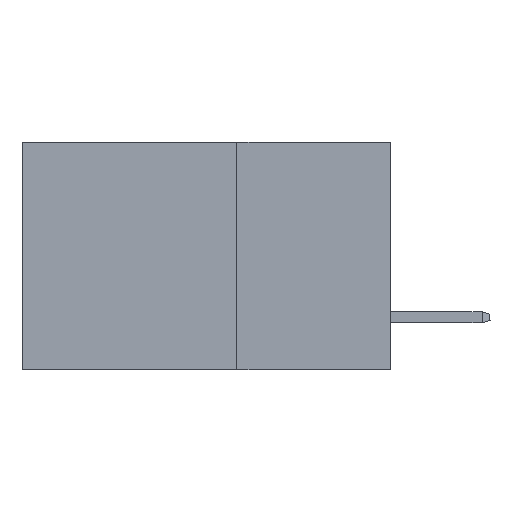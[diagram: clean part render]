
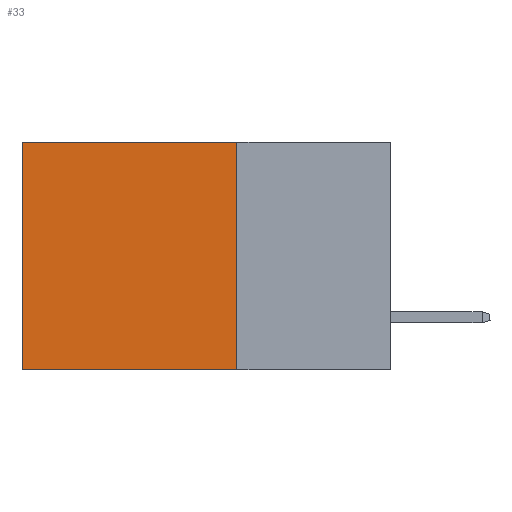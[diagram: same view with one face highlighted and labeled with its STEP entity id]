
A CAD part, left-side view. The second image highlights one B-rep face of the part: STEP entity #33.
In plain terms, the highlighted planar face has unit normal (-1, 0, 0).
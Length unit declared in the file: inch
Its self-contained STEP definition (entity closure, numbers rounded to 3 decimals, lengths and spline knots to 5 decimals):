
#33 = ADVANCED_FACE ( 'NONE', ( #22145 ), #22373, .F. ) ;
#304 = VERTEX_POINT ( 'NONE', #17282 ) ;
#352 = CARTESIAN_POINT ( 'NONE',  ( 0.2875, 0.6, 0. ) ) ;
#493 = CARTESIAN_POINT ( 'NONE',  ( 0.2875, 0.25, 0. ) ) ;
#815 = DIRECTION ( 'NONE',  ( 1., 0., 0. ) ) ;
#2360 = EDGE_CURVE ( 'NONE', #11104, #4524, #4694, .T. ) ;
#2817 = EDGE_LOOP ( 'NONE', ( #13714, #20001, #5643, #13171 ) ) ;
#4426 = LINE ( 'NONE', #352, #8102 ) ;
#4524 = VERTEX_POINT ( 'NONE', #21622 ) ;
#4694 = LINE ( 'NONE', #15901, #17586 ) ;
#5412 = DIRECTION ( 'NONE',  ( 0., 0., -1. ) ) ;
#5643 = ORIENTED_EDGE ( 'NONE', *, *, #7311, .F. ) ;
#7169 = EDGE_CURVE ( 'NONE', #304, #4524, #4426, .T. ) ;
#7311 = EDGE_CURVE ( 'NONE', #8352, #11104, #9208, .T. ) ;
#7605 = AXIS2_PLACEMENT_3D ( 'NONE', #14881, #815, #22576 ) ;
#8102 = VECTOR ( 'NONE', #23823, 39.37008 ) ;
#8213 = LINE ( 'NONE', #27495, #9651 ) ;
#8352 = VERTEX_POINT ( 'NONE', #493 ) ;
#9208 = LINE ( 'NONE', #19663, #25710 ) ;
#9213 = EDGE_CURVE ( 'NONE', #8352, #304, #8213, .T. ) ;
#9651 = VECTOR ( 'NONE', #16062, 39.37008 ) ;
#11104 = VERTEX_POINT ( 'NONE', #13425 ) ;
#13171 = ORIENTED_EDGE ( 'NONE', *, *, #9213, .T. ) ;
#13425 = CARTESIAN_POINT ( 'NONE',  ( 0.2875, 0.25, -0.37 ) ) ;
#13714 = ORIENTED_EDGE ( 'NONE', *, *, #7169, .T. ) ;
#14881 = CARTESIAN_POINT ( 'NONE',  ( 0.2875, 0.25, 0. ) ) ;
#15901 = CARTESIAN_POINT ( 'NONE',  ( 0.2875, 0.25, -0.37 ) ) ;
#16062 = DIRECTION ( 'NONE',  ( 0., 1., 0. ) ) ;
#17282 = CARTESIAN_POINT ( 'NONE',  ( 0.2875, 0.6, 0. ) ) ;
#17586 = VECTOR ( 'NONE', #18193, 39.37008 ) ;
#18193 = DIRECTION ( 'NONE',  ( 0., 1., 0. ) ) ;
#19663 = CARTESIAN_POINT ( 'NONE',  ( 0.2875, 0.25, 0. ) ) ;
#20001 = ORIENTED_EDGE ( 'NONE', *, *, #2360, .F. ) ;
#21622 = CARTESIAN_POINT ( 'NONE',  ( 0.2875, 0.6, -0.37 ) ) ;
#22145 = FACE_OUTER_BOUND ( 'NONE', #2817, .T. ) ;
#22373 = PLANE ( 'NONE',  #7605 ) ;
#22576 = DIRECTION ( 'NONE',  ( 0., 0., -1. ) ) ;
#23823 = DIRECTION ( 'NONE',  ( 0., 0., -1. ) ) ;
#25710 = VECTOR ( 'NONE', #5412, 39.37008 ) ;
#27495 = CARTESIAN_POINT ( 'NONE',  ( 0.2875, 0.25, 0. ) ) ;
